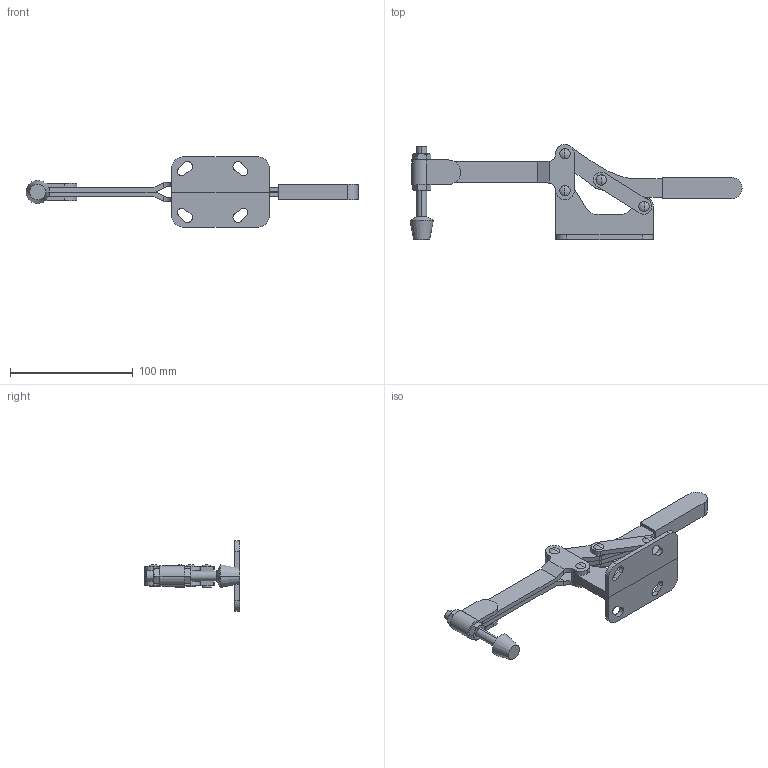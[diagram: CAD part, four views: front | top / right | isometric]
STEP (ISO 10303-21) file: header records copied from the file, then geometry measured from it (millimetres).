
FILE_DESCRIPTION (( 'STEP AP214' ), '1' );
FILE_NAME ('GH-22245(Â²¤Æ)-1.STEP', '2020-07-20T03:33:30', ( 'LinWei' ), ( '' ), 'SwSTEP 2.0', 'SolidWorks 2016', '' );
FILE_SCHEMA (( 'AUTOMOTIVE_DESIGN' ));
Length unit declared in the file: millimetre
Products named in the file (6): Group3^GH-22245(簡化); Group5^組合件5; 12223501-1^GH-22245(簡化)-1; Group3^GH-22245(簡化)-1; Group2^GH-22245(簡化)-1; GH-22245(簡化)-1
Assembly tree (5 placements, depth 2):
  GH-22245(簡化)-1
    Group2^GH-22245(簡化)-1
    Group3^GH-22245(簡化)-1
    12223501-1^GH-22245(簡化)-1
    Group5^組合件5
    Group3^GH-22245(簡化)
Bounding box: 270.26 x 77.35 x 57.2 mm (x, y, z)
Volume: 96215.1 mm3; surface area: 46344.9 mm2
Topology: 5 solids, 5 shells, 241 faces, 602 edges, 386 vertices
Faces by surface type: cylinder 105, plane 100, cone 28, sphere 8
Entity records: 8253 total; most frequent: CARTESIAN_POINT 1533, DIRECTION 1294, ORIENTED_EDGE 1204, EDGE_CURVE 602, AXIS2_PLACEMENT_3D 499, VERTEX_POINT 386, VECTOR 296, LINE 296
